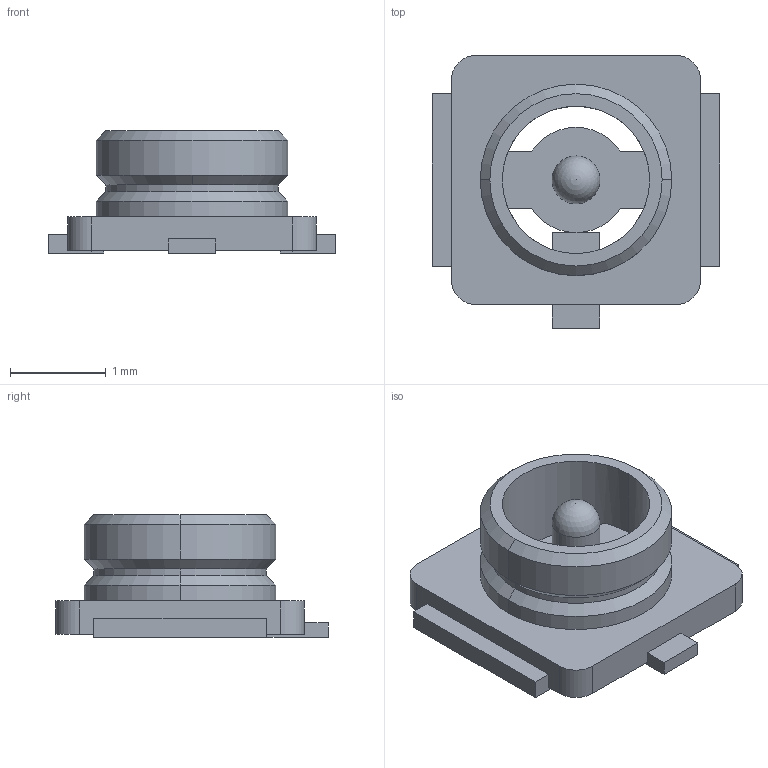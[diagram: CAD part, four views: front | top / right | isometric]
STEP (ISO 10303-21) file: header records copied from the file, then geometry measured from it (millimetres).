
FILE_DESCRIPTION (( 'STEP AP214' ), '1' );
FILE_NAME ('EB4204B5-7DAC-4167-81B7-4DCD746CD0F0.STEP', '2022-11-09T11:41:15', ( '' ), ( '' ), 'SwSTEP 2.0', 'SolidWorks 2022', '' );
FILE_SCHEMA (( 'AUTOMOTIVE_DESIGN' ));
Length unit declared in the file: millimetre
Products named in the file (1): EB4204B5-7DAC-4167-81B7-4DCD746CD0F0
Bounding box: 3 x 2.85 x 1.28 mm (x, y, z)
Surface area: 31.5 mm2 (no closed solid volume)
Topology: 0 solids, 2 shells, 68 faces, 198 edges, 130 vertices
Faces by surface type: plane 44, cylinder 16, cone 6, sphere 2
Entity records: 2453 total; most frequent: CARTESIAN_POINT 391, ORIENTED_EDGE 386, DIRECTION 382, EDGE_CURVE 194, LINE 144, VECTOR 144, VERTEX_POINT 128, AXIS2_PLACEMENT_3D 119
